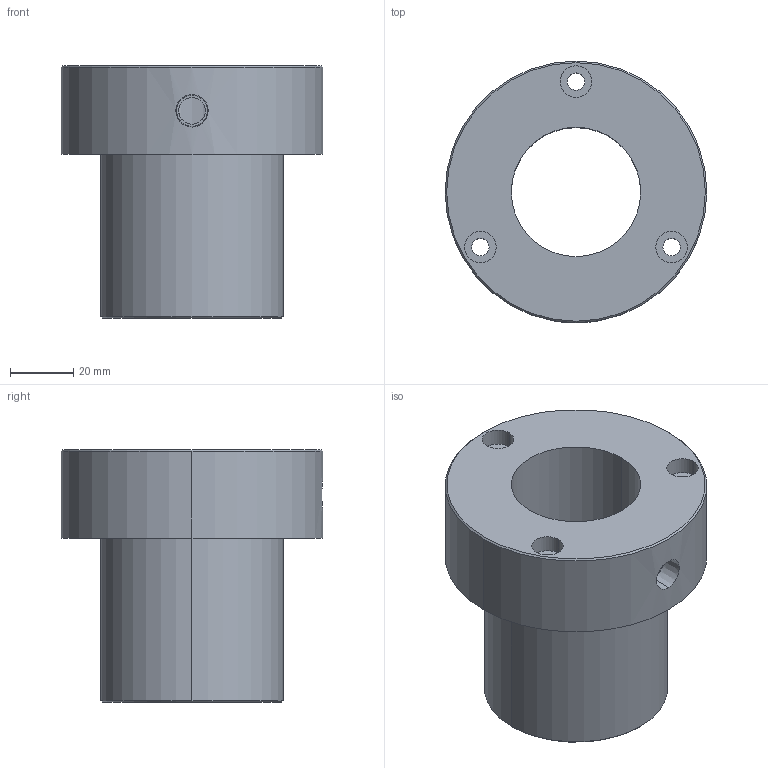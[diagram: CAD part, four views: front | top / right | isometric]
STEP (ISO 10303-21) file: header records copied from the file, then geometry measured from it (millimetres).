
FILE_DESCRIPTION (( 'STEP AP203' ), '1' );
FILE_NAME ('e4e3.STEP', '2024-01-08T12:22:16', ( '' ), ( '' ), 'SwSTEP 2.0', 'SolidWorks 2019', '' );
FILE_SCHEMA (( 'CONFIG_CONTROL_DESIGN' ));
Length unit declared in the file: millimetre
Products named in the file (1): e4e3
Bounding box: 83 x 83 x 80 mm (x, y, z)
Volume: 178327.9 mm3; surface area: 37174.4 mm2
Topology: 1 solids, 1 shells, 36 faces, 80 edges, 52 vertices
Faces by surface type: cylinder 22, plane 8, cone 6
Entity records: 1249 total; most frequent: CARTESIAN_POINT 309, DIRECTION 198, ORIENTED_EDGE 160, AXIS2_PLACEMENT_3D 85, EDGE_CURVE 80, EDGE_LOOP 52, VERTEX_POINT 52, CIRCLE 48
